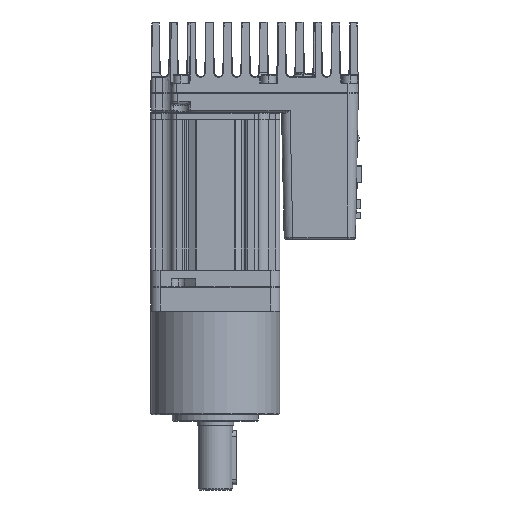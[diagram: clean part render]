
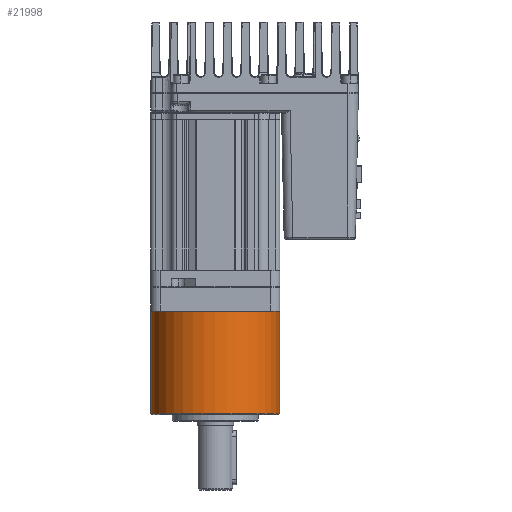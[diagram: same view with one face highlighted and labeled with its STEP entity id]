
A CAD part, front view. The second image highlights one B-rep face of the part: STEP entity #21998.
In plain terms, the highlighted cylindrical face has radius 30 mm (diameter 60 mm), a partial arc.
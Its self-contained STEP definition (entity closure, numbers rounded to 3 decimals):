
#7281 = CARTESIAN_POINT ( 'NONE',  ( -47.989, 148.869, 18.048 ) ) ;
#16887 = VERTEX_POINT ( 'NONE', #243913 ) ;
#17997 = ORIENTED_EDGE ( 'NONE', *, *, #115981, .T. ) ;
#18074 = VERTEX_POINT ( 'NONE', #45963 ) ;
#21998 = ADVANCED_FACE ( 'NONE', ( #97330 ), #128982, .T. ) ;
#23500 = ORIENTED_EDGE ( 'NONE', *, *, #275369, .T. ) ;
#23541 = CARTESIAN_POINT ( 'NONE',  ( -17.989, 148.869, 18.048 ) ) ;
#28514 = VECTOR ( 'NONE', #41723, 1000. ) ;
#29773 = DIRECTION ( 'NONE',  ( -1., 0., 0. ) ) ;
#30862 = DIRECTION ( 'NONE',  ( -1., 0., 0. ) ) ;
#32572 = DIRECTION ( 'NONE',  ( 0., 0., -1. ) ) ;
#33538 = CARTESIAN_POINT ( 'NONE',  ( -47.989, 148.869, 18.048 ) ) ;
#33987 = CIRCLE ( 'NONE', #67638, 30. ) ;
#39714 = AXIS2_PLACEMENT_3D ( 'NONE', #195987, #61579, #218411 ) ;
#41723 = DIRECTION ( 'NONE',  ( 0., 0., -1. ) ) ;
#43553 = EDGE_LOOP ( 'NONE', ( #199692, #113310, #17997, #23500 ) ) ;
#45963 = CARTESIAN_POINT ( 'NONE',  ( -77.989, 148.869, 18.048 ) ) ;
#61579 = DIRECTION ( 'NONE',  ( 0., 0., 1. ) ) ;
#67638 = AXIS2_PLACEMENT_3D ( 'NONE', #7281, #164278, #29773 ) ;
#81031 = AXIS2_PLACEMENT_3D ( 'NONE', #33538, #32572, #30862 ) ;
#97330 = FACE_OUTER_BOUND ( 'NONE', #43553, .T. ) ;
#106574 = EDGE_CURVE ( 'NONE', #225360, #16887, #221642, .T. ) ;
#113310 = ORIENTED_EDGE ( 'NONE', *, *, #274559, .T. ) ;
#115981 = EDGE_CURVE ( 'NONE', #18074, #188567, #207371, .T. ) ;
#127856 = CIRCLE ( 'NONE', #39714, 30. ) ;
#128982 = CYLINDRICAL_SURFACE ( 'NONE', #81031, 30. ) ;
#134457 = DIRECTION ( 'NONE',  ( 0., 0., -1. ) ) ;
#148303 = VECTOR ( 'NONE', #134457, 1000. ) ;
#164278 = DIRECTION ( 'NONE',  ( 0., 0., -1. ) ) ;
#169503 = CARTESIAN_POINT ( 'NONE',  ( -17.989, 148.869, 18.048 ) ) ;
#188567 = VERTEX_POINT ( 'NONE', #220983 ) ;
#195987 = CARTESIAN_POINT ( 'NONE',  ( -47.989, 148.869, -29.452 ) ) ;
#199692 = ORIENTED_EDGE ( 'NONE', *, *, #106574, .F. ) ;
#207371 = LINE ( 'NONE', #262197, #28514 ) ;
#218411 = DIRECTION ( 'NONE',  ( -1., 0., 0. ) ) ;
#220983 = CARTESIAN_POINT ( 'NONE',  ( -77.989, 148.869, -29.452 ) ) ;
#221642 = LINE ( 'NONE', #23541, #148303 ) ;
#225360 = VERTEX_POINT ( 'NONE', #169503 ) ;
#243913 = CARTESIAN_POINT ( 'NONE',  ( -17.989, 148.869, -29.452 ) ) ;
#262197 = CARTESIAN_POINT ( 'NONE',  ( -77.989, 148.869, 18.048 ) ) ;
#274559 = EDGE_CURVE ( 'NONE', #225360, #18074, #33987, .T. ) ;
#275369 = EDGE_CURVE ( 'NONE', #188567, #16887, #127856, .T. ) ;
